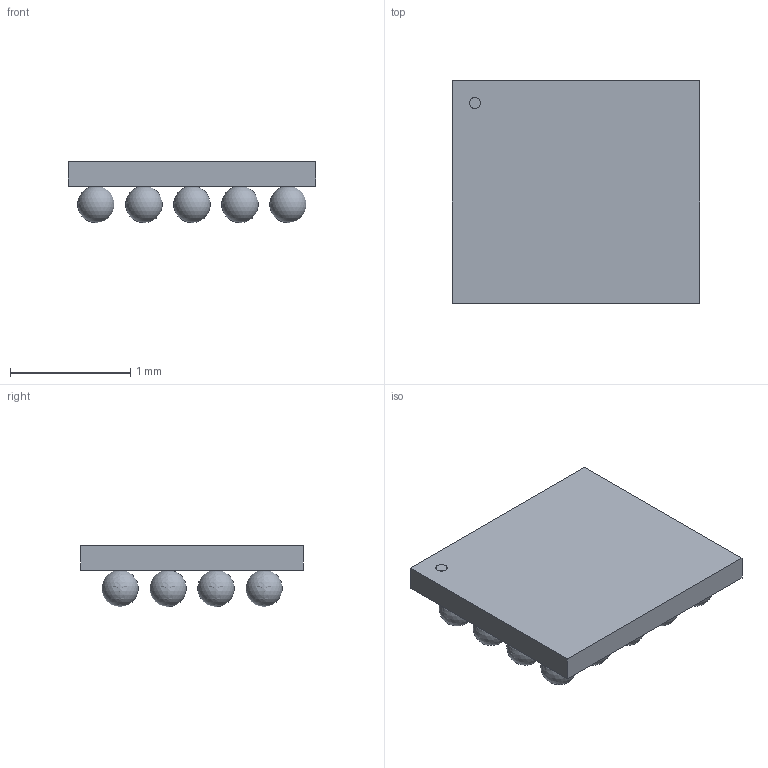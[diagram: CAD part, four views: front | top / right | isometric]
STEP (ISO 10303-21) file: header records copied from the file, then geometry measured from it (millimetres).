
FILE_DESCRIPTION(('STEP AP214'),'1');
FILE_NAME('21-100134_N201A2-1_MXM','2021-07-29T20:41:27',(''),(''),'','','');
FILE_SCHEMA(('AUTOMOTIVE_DESIGN'));
Length unit declared in the file: millimetre
Products named in the file (1): product
Bounding box: 2.06 x 1.85 x 0.51 mm (x, y, z)
Volume: 1.4 mm3; surface area: 20.9 mm2
Topology: 42 solids, 42 shells, 49 faces, 135 edges, 90 vertices
Faces by surface type: sphere 40, plane 8, cylinder 1
Full cylindrical faces by diameter (mm): 0.093 x1
Entity records: 616 total; most frequent: DIRECTION 118, CARTESIAN_POINT 63, AXIS2_PLACEMENT_3D 53, STYLED_ITEM 49, ADVANCED_FACE 49, MANIFOLD_SOLID_BREP 42, CLOSED_SHELL 42, SPHERICAL_SURFACE 40
